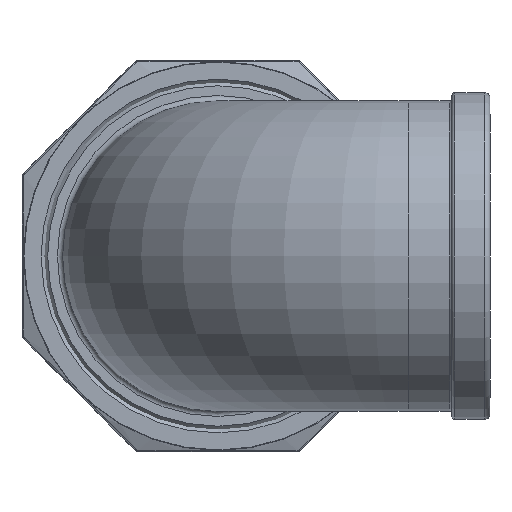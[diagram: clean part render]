
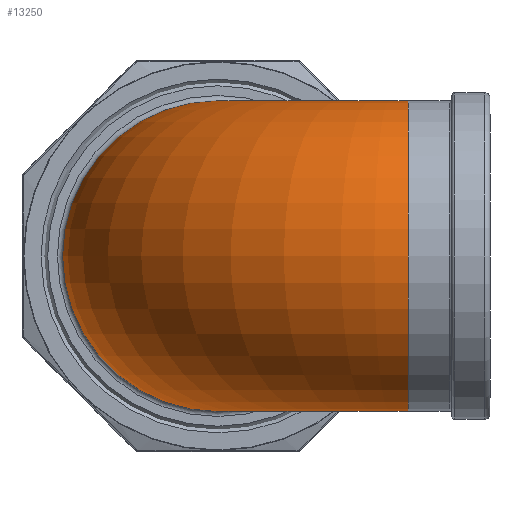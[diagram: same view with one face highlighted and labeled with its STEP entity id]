
A CAD part, left-side view. The second image highlights one B-rep face of the part: STEP entity #13250.
In plain terms, the highlighted toroidal (fillet/blend) face has major radius 35 mm and minor radius 28.5 mm.
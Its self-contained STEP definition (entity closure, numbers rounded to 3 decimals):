
#2410 = ORIENTED_EDGE ( 'NONE', *, *, #8933, .T. ) ;
#2731 = AXIS2_PLACEMENT_3D ( 'NONE', #18567, #3962, #12649 ) ;
#2982 = DIRECTION ( 'NONE',  ( 0., -1., 0. ) ) ;
#3027 = VERTEX_POINT ( 'NONE', #14451 ) ;
#3438 = CIRCLE ( 'NONE', #18385, 28.5 ) ;
#3962 = DIRECTION ( 'NONE',  ( 0., 0., 1. ) ) ;
#4114 = CARTESIAN_POINT ( 'NONE',  ( -25.5, 0., 0. ) ) ;
#4661 = DIRECTION ( 'NONE',  ( -1., 0., 0. ) ) ;
#5040 = VERTEX_POINT ( 'NONE', #12227 ) ;
#5294 = EDGE_LOOP ( 'NONE', ( #8934 ) ) ;
#7035 = FACE_OUTER_BOUND ( 'NONE', #5294, .T. ) ;
#7209 = DIRECTION ( 'NONE',  ( 0., -1., 0. ) ) ;
#8369 = FACE_OUTER_BOUND ( 'NONE', #13874, .T. ) ;
#8726 = CARTESIAN_POINT ( 'NONE',  ( -60.5, -35., 0. ) ) ;
#8933 = EDGE_CURVE ( 'NONE', #5040, #5040, #3438, .T. ) ;
#8934 = ORIENTED_EDGE ( 'NONE', *, *, #18260, .F. ) ;
#12227 = CARTESIAN_POINT ( 'NONE',  ( -25.5, -28.5, 0. ) ) ;
#12649 = DIRECTION ( 'NONE',  ( 1., 0., 0. ) ) ;
#13250 = ADVANCED_FACE ( 'NONE', ( #7035, #8369 ), #14377, .T. ) ;
#13874 = EDGE_LOOP ( 'NONE', ( #2410 ) ) ;
#14377 = TOROIDAL_SURFACE ( 'NONE', #2731, 35., 28.5 ) ;
#14451 = CARTESIAN_POINT ( 'NONE',  ( -32., -35., 0. ) ) ;
#15844 = CIRCLE ( 'NONE', #18547, 28.5 ) ;
#17150 = DIRECTION ( 'NONE',  ( 1., 0., 0. ) ) ;
#18260 = EDGE_CURVE ( 'NONE', #3027, #3027, #15844, .T. ) ;
#18385 = AXIS2_PLACEMENT_3D ( 'NONE', #4114, #4661, #2982 ) ;
#18547 = AXIS2_PLACEMENT_3D ( 'NONE', #8726, #7209, #17150 ) ;
#18567 = CARTESIAN_POINT ( 'NONE',  ( -25.5, -35., 0. ) ) ;
